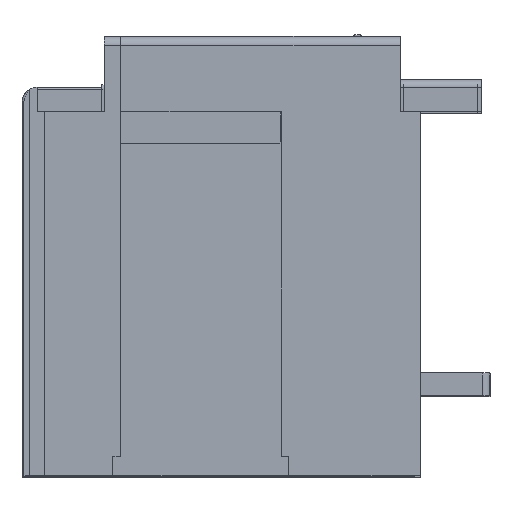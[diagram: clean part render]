
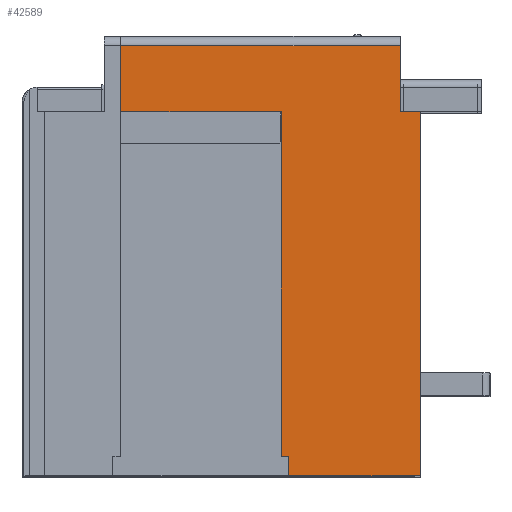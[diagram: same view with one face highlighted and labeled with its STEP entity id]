
A CAD part, top view. The second image highlights one B-rep face of the part: STEP entity #42589.
In plain terms, the highlighted planar face has unit normal (0, 0, 1).
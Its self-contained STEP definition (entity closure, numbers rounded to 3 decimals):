
#21180=DIRECTION('',(0.,-1.,0.));
#21181=VECTOR('',#21180,17.5);
#21182=CARTESIAN_POINT('',(-122.25,80.75,
23.25));
#21183=LINE('',#21182,#21181);
#21184=DIRECTION('',(1.,0.,0.));
#21185=VECTOR('',#21184,5.3);
#21186=CARTESIAN_POINT('',(-122.25,63.25,
23.25));
#21187=LINE('',#21186,#21185);
#21188=DIRECTION('',(0.,-1.,0.));
#21189=VECTOR('',#21188,96.25);
#21190=CARTESIAN_POINT('',(-116.95,63.25,
23.25));
#21191=LINE('',#21190,#21189);
#21192=DIRECTION('',(-1.,0.,0.));
#21193=VECTOR('',#21192,34.8);
#21194=CARTESIAN_POINT('',(-116.95,-33.,
23.25));
#21195=LINE('',#21194,#21193);
#21196=DIRECTION('',(0.,-1.,0.));
#21197=VECTOR('',#21196,91.);
#21198=CARTESIAN_POINT('',(-153.75,63.25,
23.25));
#21199=LINE('',#21198,#21197);
#21200=DIRECTION('',(1.,0.,0.));
#21201=VECTOR('',#21200,0.1);
#21202=CARTESIAN_POINT('',(-153.85,63.25,
23.25));
#21203=LINE('',#21202,#21201);
#21284=DIRECTION('',(0.,-1.,0.));
#21285=VECTOR('',#21284,5.25);
#21286=CARTESIAN_POINT('',(-151.75,-27.75,
23.25));
#21287=LINE('',#21286,#21285);
#21316=DIRECTION('',(1.,0.,0.));
#21317=VECTOR('',#21316,2.);
#21318=CARTESIAN_POINT('',(-153.75,-27.75,
23.25));
#21319=LINE('',#21318,#21317);
#24054=DIRECTION('',(-1.,0.,0.));
#24055=VECTOR('',#24054,73.9);
#24056=CARTESIAN_POINT('',(-122.25,80.75,
23.25));
#24057=LINE('',#24056,#24055);
#24075=DIRECTION('',(0.,-1.,0.));
#24076=VECTOR('',#24075,17.5);
#24077=CARTESIAN_POINT('',(-196.15,80.75,
23.25));
#24078=LINE('',#24077,#24076);
#24686=DIRECTION('',(1.,0.,0.));
#24687=VECTOR('',#24686,42.3);
#24688=CARTESIAN_POINT('',(-196.15,63.25,
23.25));
#24689=LINE('',#24688,#24687);
#36582=CARTESIAN_POINT('',(-122.25,80.75,
23.25));
#36584=VERTEX_POINT('',#36582);
#36836=CARTESIAN_POINT('',(-122.25,63.25,
23.25));
#36837=VERTEX_POINT('',#36836);
#36838=CARTESIAN_POINT('',(-116.95,63.25,
23.25));
#36839=VERTEX_POINT('',#36838);
#36840=CARTESIAN_POINT('',(-116.95,-33.,
23.25));
#36841=VERTEX_POINT('',#36840);
#36842=CARTESIAN_POINT('',(-153.75,63.25,
23.25));
#36843=CARTESIAN_POINT('',(-153.75,-27.75,
23.25));
#36844=VERTEX_POINT('',#36842);
#36845=VERTEX_POINT('',#36843);
#36846=CARTESIAN_POINT('',(-196.15,80.75,
23.25));
#36847=CARTESIAN_POINT('',(-196.15,63.25,
23.25));
#36848=VERTEX_POINT('',#36846);
#36849=VERTEX_POINT('',#36847);
#36850=CARTESIAN_POINT('',(-151.75,-33.,
23.25));
#36851=VERTEX_POINT('',#36850);
#36864=CARTESIAN_POINT('',(-153.85,63.25,
23.25));
#36866=VERTEX_POINT('',#36864);
#36892=CARTESIAN_POINT('',(-151.75,-27.75,
23.25));
#36894=VERTEX_POINT('',#36892);
#42564=CARTESIAN_POINT('',(-156.55,23.875,
23.25));
#42565=DIRECTION('',(0.,0.,1.));
#42566=DIRECTION('',(0.,-1.,0.));
#42567=AXIS2_PLACEMENT_3D('',#42564,#42565,#42566);
#42568=PLANE('',#42567);
#42570=ORIENTED_EDGE('',*,*,#42569,.F.);
#42572=ORIENTED_EDGE('',*,*,#42571,.F.);
#42574=ORIENTED_EDGE('',*,*,#42573,.F.);
#42576=ORIENTED_EDGE('',*,*,#42575,.F.);
#42578=ORIENTED_EDGE('',*,*,#42577,.F.);
#42579=ORIENTED_EDGE('',*,*,#42174,.T.);
#42580=ORIENTED_EDGE('',*,*,#42546,.T.);
#42581=ORIENTED_EDGE('',*,*,#42558,.T.);
#42582=ORIENTED_EDGE('',*,*,#40846,.T.);
#42584=ORIENTED_EDGE('',*,*,#42583,.F.);
#42586=ORIENTED_EDGE('',*,*,#42585,.F.);
#42587=EDGE_LOOP('',(#42570,#42572,#42574,#42576,#42578,#42579,#42580,#42581,
#42582,#42584,#42586));
#42588=FACE_OUTER_BOUND('',#42587,.F.);
#40846=EDGE_CURVE('',#36841,#36851,#21195,.T.);
#42174=EDGE_CURVE('',#36584,#36837,#21183,.T.);
#42546=EDGE_CURVE('',#36837,#36839,#21187,.T.);
#42558=EDGE_CURVE('',#36839,#36841,#21191,.T.);
#42569=EDGE_CURVE('',#36844,#36845,#21199,.T.);
#42571=EDGE_CURVE('',#36866,#36844,#21203,.T.);
#42573=EDGE_CURVE('',#36849,#36866,#24689,.T.);
#42575=EDGE_CURVE('',#36848,#36849,#24078,.T.);
#42577=EDGE_CURVE('',#36584,#36848,#24057,.T.);
#42583=EDGE_CURVE('',#36894,#36851,#21287,.T.);
#42585=EDGE_CURVE('',#36845,#36894,#21319,.T.);
#42589=ADVANCED_FACE('',(#42588),#42568,.T.);
